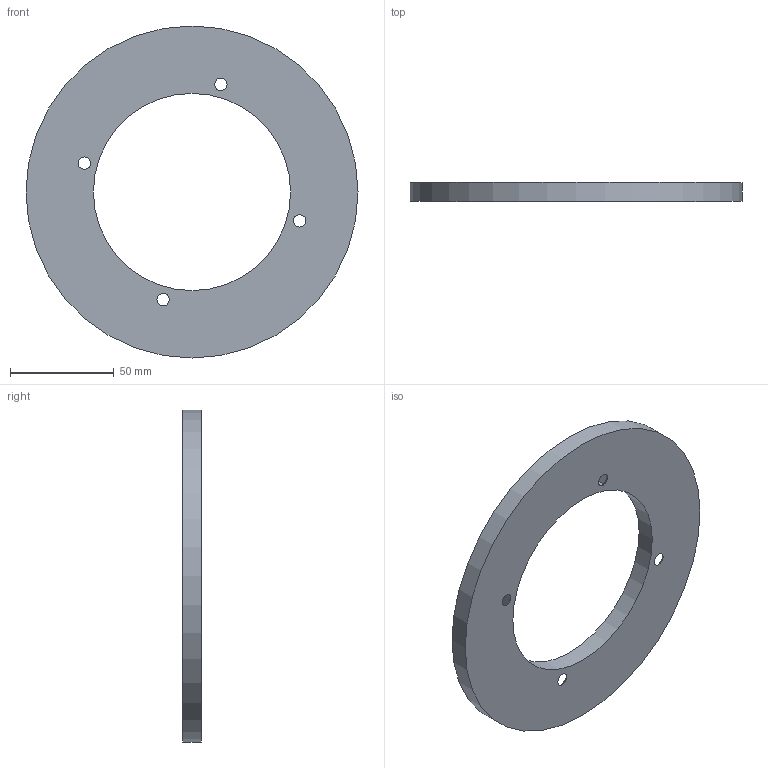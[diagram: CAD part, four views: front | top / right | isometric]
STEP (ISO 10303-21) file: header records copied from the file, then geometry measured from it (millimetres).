
FILE_DESCRIPTION(/* description */ (''),/* implementation_level */ '2;1');
FILE_NAME(/* name */ 'carousel2 v7.step',/* time_stamp */ '2021-09-22T19:35:04+03:00',/* author */ (''),/* organization */ (''),/* preprocessor_version */ 'ST-DEVELOPER v18.1',/* originating_system */ 'Autodesk Translation Framework v10.10.0.1391',/* authorisation */ '');
FILE_SCHEMA (('AUTOMOTIVE_DESIGN { 1 0 10303 214 3 1 1 }'));
Length unit declared in the file: millimetre
Products named in the file (1): carousel2
Bounding box: 160 x 9 x 160 mm (x, y, z)
Volume: 42335.7 mm3; surface area: 49086.1 mm2
Topology: 1 solids, 1 shells, 138 faces, 330 edges, 220 vertices
Faces by surface type: plane 80, cylinder 54, cone 4
Full cylindrical faces by diameter (mm): 95 x1, 160 x1
Entity records: 4083 total; most frequent: DIRECTION 724, CARTESIAN_POINT 689, ORIENTED_EDGE 660, EDGE_CURVE 330, AXIS2_PLACEMENT_3D 255, VERTEX_POINT 220, LINE 214, VECTOR 214
